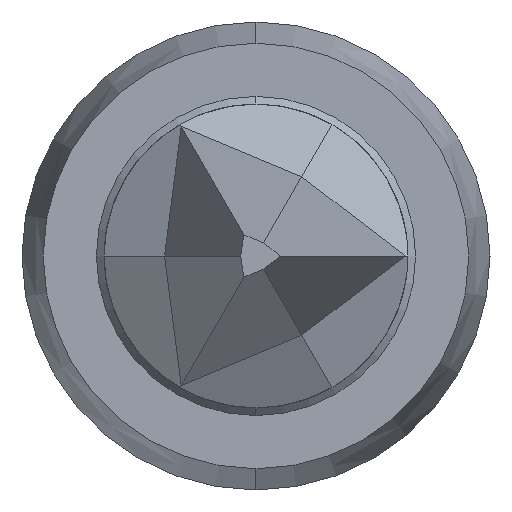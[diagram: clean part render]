
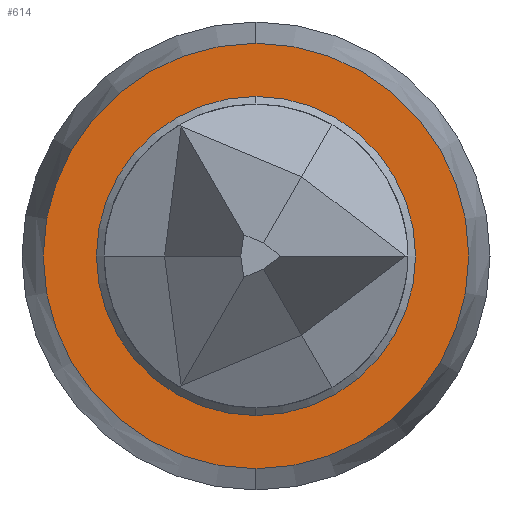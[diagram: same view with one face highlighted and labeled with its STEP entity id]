
A CAD part, left-side view. The second image highlights one B-rep face of the part: STEP entity #614.
In plain terms, the highlighted planar face has unit normal (-1, 0, 0).
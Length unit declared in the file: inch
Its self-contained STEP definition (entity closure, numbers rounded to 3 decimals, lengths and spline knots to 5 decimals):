
#23 = CARTESIAN_POINT ( 'NONE',  ( 0.272, 0., 0. ) ) ;
#25 = CARTESIAN_POINT ( 'NONE',  ( 0.272, 0., 0.014 ) ) ;
#27 = DIRECTION ( 'NONE',  ( -1., 0., 0. ) ) ;
#36 = CARTESIAN_POINT ( 'NONE',  ( 0.272, 0., -0.014 ) ) ;
#39 = CARTESIAN_POINT ( 'NONE',  ( 0.272, 0., 0.0105 ) ) ;
#43 = DIRECTION ( 'NONE',  ( 0., 0., 1. ) ) ;
#80 = CARTESIAN_POINT ( 'NONE',  ( 0.272, 0., -0.0105 ) ) ;
#99 = CIRCLE ( 'NONE', #224, 0.014 ) ;
#103 = CIRCLE ( 'NONE', #249, 0.014 ) ;
#166 = FACE_OUTER_BOUND ( 'NONE', #869, .T. ) ;
#183 = CIRCLE ( 'NONE', #257, 0.0105 ) ;
#198 = CIRCLE ( 'NONE', #250, 0.0105 ) ;
#204 = FACE_BOUND ( 'NONE', #804, .T. ) ;
#224 = AXIS2_PLACEMENT_3D ( 'NONE', #23, #27, #43 ) ;
#249 = AXIS2_PLACEMENT_3D ( 'NONE', #568, #388, #410 ) ;
#250 = AXIS2_PLACEMENT_3D ( 'NONE', #519, #511, #387 ) ;
#257 = AXIS2_PLACEMENT_3D ( 'NONE', #524, #525, #526 ) ;
#274 = AXIS2_PLACEMENT_3D ( 'NONE', #473, #475, #462 ) ;
#294 = EDGE_CURVE ( 'NONE', #766, #855, #103, .T. ) ;
#295 = EDGE_CURVE ( 'NONE', #719, #722, #198, .T. ) ;
#387 = DIRECTION ( 'NONE',  ( 0., 0., -1. ) ) ;
#388 = DIRECTION ( 'NONE',  ( -1., 0., 0. ) ) ;
#410 = DIRECTION ( 'NONE',  ( 0., 0., 1. ) ) ;
#462 = DIRECTION ( 'NONE',  ( 0., 0., -1. ) ) ;
#469 = PLANE ( 'NONE',  #274 ) ;
#473 = CARTESIAN_POINT ( 'NONE',  ( 0.272, 0.014, 0. ) ) ;
#475 = DIRECTION ( 'NONE',  ( 1., 0., 0. ) ) ;
#511 = DIRECTION ( 'NONE',  ( -1., 0., 0. ) ) ;
#519 = CARTESIAN_POINT ( 'NONE',  ( 0.272, 0., 0. ) ) ;
#524 = CARTESIAN_POINT ( 'NONE',  ( 0.272, 0., 0. ) ) ;
#525 = DIRECTION ( 'NONE',  ( -1., 0., 0. ) ) ;
#526 = DIRECTION ( 'NONE',  ( 0., 0., -1. ) ) ;
#568 = CARTESIAN_POINT ( 'NONE',  ( 0.272, 0., 0. ) ) ;
#578 = EDGE_CURVE ( 'NONE', #722, #719, #183, .T. ) ;
#614 = ADVANCED_FACE ( 'NONE', ( #204, #166 ), #469, .F. ) ;
#639 = EDGE_CURVE ( 'NONE', #855, #766, #99, .T. ) ;
#653 = ORIENTED_EDGE ( 'NONE', *, *, #578, .F. ) ;
#719 = VERTEX_POINT ( 'NONE', #39 ) ;
#722 = VERTEX_POINT ( 'NONE', #80 ) ;
#766 = VERTEX_POINT ( 'NONE', #36 ) ;
#804 = EDGE_LOOP ( 'NONE', ( #653, #817 ) ) ;
#817 = ORIENTED_EDGE ( 'NONE', *, *, #295, .F. ) ;
#819 = ORIENTED_EDGE ( 'NONE', *, *, #294, .T. ) ;
#826 = ORIENTED_EDGE ( 'NONE', *, *, #639, .T. ) ;
#855 = VERTEX_POINT ( 'NONE', #25 ) ;
#869 = EDGE_LOOP ( 'NONE', ( #826, #819 ) ) ;
